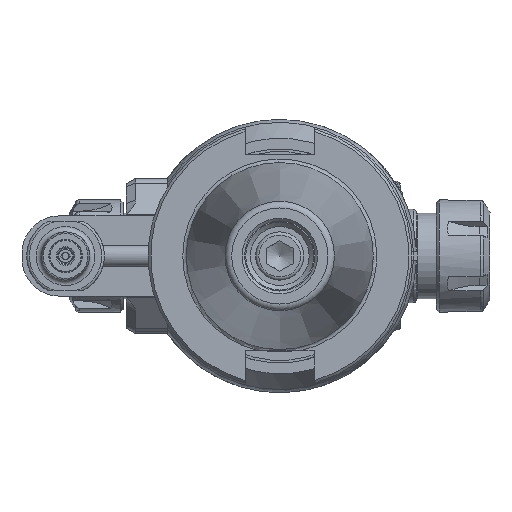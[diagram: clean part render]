
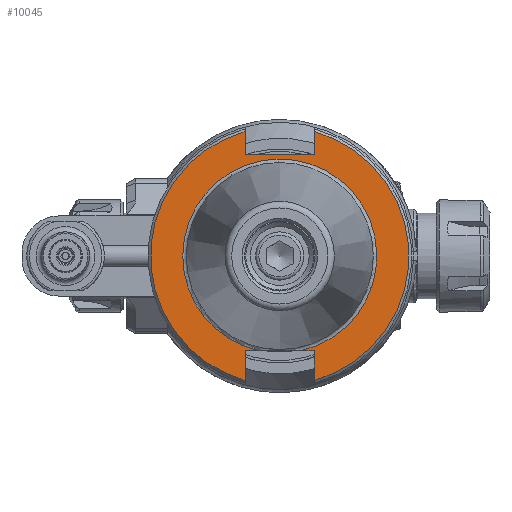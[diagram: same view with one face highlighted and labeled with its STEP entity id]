
A CAD part, left-side view. The second image highlights one B-rep face of the part: STEP entity #10045.
In plain terms, the highlighted planar face has unit normal (-1, 0, 0).
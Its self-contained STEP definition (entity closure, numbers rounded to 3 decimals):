
#1230=CIRCLE('',#11164,48.225);
#1231=CIRCLE('',#11165,48.225);
#1232=CIRCLE('',#11166,36.225);
#1233=CIRCLE('',#11167,36.225);
#1795=FACE_OUTER_BOUND('',#2435,.T.);
#2435=EDGE_LOOP('',(#8834,#8835,#8836,#8837,#8838,#8839,#8840,#8841,#8842,
#8843,#8844));
#3024=LINE('',#59203,#3636);
#3027=LINE('',#59221,#3639);
#3039=LINE('',#59266,#3651);
#3040=LINE('',#59271,#3652);
#3041=LINE('',#59274,#3653);
#3042=LINE('',#59278,#3654);
#3043=LINE('',#59280,#3655);
#3636=VECTOR('',#13731,8.734);
#3639=VECTOR('',#13746,11.147);
#3651=VECTOR('',#13792,25.908);
#3652=VECTOR('',#13797,4.846);
#3653=VECTOR('',#13800,8.734);
#3654=VECTOR('',#13803,11.147);
#3655=VECTOR('',#13804,4.846);
#4602=VERTEX_POINT('',#59200);
#4603=VERTEX_POINT('',#59202);
#4608=VERTEX_POINT('',#59218);
#4609=VERTEX_POINT('',#59220);
#4622=VERTEX_POINT('',#59264);
#4624=VERTEX_POINT('',#59270);
#4625=VERTEX_POINT('',#59273);
#4626=VERTEX_POINT('',#59275);
#4627=VERTEX_POINT('',#59277);
#4628=VERTEX_POINT('',#59279);
#4629=VERTEX_POINT('',#59281);
#6026=EDGE_CURVE('',#4602,#4603,#3024,.T.);
#6034=EDGE_CURVE('',#4608,#4609,#3027,.T.);
#6056=EDGE_CURVE('',#4602,#4622,#3039,.T.);
#6058=EDGE_CURVE('',#4624,#4609,#3040,.T.);
#6059=EDGE_CURVE('',#4608,#4603,#1230,.T.);
#6060=EDGE_CURVE('',#4625,#4622,#3041,.T.);
#6061=EDGE_CURVE('',#4625,#4626,#1231,.T.);
#6062=EDGE_CURVE('',#4627,#4626,#3042,.T.);
#6063=EDGE_CURVE('',#4627,#4628,#3043,.T.);
#6064=EDGE_CURVE('',#4628,#4629,#1232,.T.);
#6065=EDGE_CURVE('',#4629,#4624,#1233,.T.);
#8834=ORIENTED_EDGE('',*,*,#6058,.T.);
#8835=ORIENTED_EDGE('',*,*,#6034,.F.);
#8836=ORIENTED_EDGE('',*,*,#6059,.T.);
#8837=ORIENTED_EDGE('',*,*,#6026,.F.);
#8838=ORIENTED_EDGE('',*,*,#6056,.T.);
#8839=ORIENTED_EDGE('',*,*,#6060,.F.);
#8840=ORIENTED_EDGE('',*,*,#6061,.T.);
#8841=ORIENTED_EDGE('',*,*,#6062,.F.);
#8842=ORIENTED_EDGE('',*,*,#6063,.T.);
#8843=ORIENTED_EDGE('',*,*,#6064,.T.);
#8844=ORIENTED_EDGE('',*,*,#6065,.T.);
#9516=PLANE('',#11163);
#10045=ADVANCED_FACE('',(#1795),#9516,.F.);
#11163=AXIS2_PLACEMENT_3D('',#59269,#13795,#13796);
#11164=AXIS2_PLACEMENT_3D('',#59272,#13798,#13799);
#11165=AXIS2_PLACEMENT_3D('',#59276,#13801,#13802);
#11166=AXIS2_PLACEMENT_3D('',#59282,#13805,#13806);
#11167=AXIS2_PLACEMENT_3D('',#59283,#13807,#13808);
#13731=DIRECTION('',(0.,0.,1.));
#13746=DIRECTION('',(0.,0.,1.));
#13792=DIRECTION('',(0.,1.,0.));
#13795=DIRECTION('center_axis',(1.,0.,0.));
#13796=DIRECTION('ref_axis',(0.,-1.,0.));
#13797=DIRECTION('',(0.,-1.,0.));
#13798=DIRECTION('center_axis',(-1.,0.,0.));
#13799=DIRECTION('ref_axis',(0.,-0.269,-0.963));
#13800=DIRECTION('',(0.,0.,-1.));
#13801=DIRECTION('center_axis',(-1.,0.,0.));
#13802=DIRECTION('ref_axis',(0.,0.269,0.963));
#13803=DIRECTION('',(0.,0.,-1.));
#13804=DIRECTION('',(0.,-1.,0.));
#13805=DIRECTION('center_axis',(1.,0.,0.));
#13806=DIRECTION('ref_axis',(0.,-1.,0.));
#13807=DIRECTION('center_axis',(1.,0.,0.));
#13808=DIRECTION('ref_axis',(0.,-1.,0.));
#59200=CARTESIAN_POINT('',(-82.825,-12.954,37.719));
#59202=CARTESIAN_POINT('',(-82.825,-12.954,46.453));
#59203=CARTESIAN_POINT('',(-82.825,-12.954,37.719));
#59218=CARTESIAN_POINT('',(-82.825,-12.954,-46.453));
#59220=CARTESIAN_POINT('',(-82.825,-12.954,-35.306));
#59221=CARTESIAN_POINT('',(-82.825,-12.954,-46.453));
#59264=CARTESIAN_POINT('',(-82.825,12.954,37.719));
#59266=CARTESIAN_POINT('',(-82.825,-12.954,37.719));
#59269=CARTESIAN_POINT('Origin',(-82.825,-42.625,0.));
#59270=CARTESIAN_POINT('',(-82.825,-8.108,-35.306));
#59271=CARTESIAN_POINT('',(-82.825,-8.108,-35.306));
#59272=CARTESIAN_POINT('Origin',(-82.825,0.,0.));
#59273=CARTESIAN_POINT('',(-82.825,12.954,46.453));
#59274=CARTESIAN_POINT('',(-82.825,12.954,46.453));
#59275=CARTESIAN_POINT('',(-82.825,12.954,-46.453));
#59276=CARTESIAN_POINT('Origin',(-82.825,0.,0.));
#59277=CARTESIAN_POINT('',(-82.825,12.954,-35.306));
#59278=CARTESIAN_POINT('',(-82.825,12.954,-35.306));
#59279=CARTESIAN_POINT('',(-82.825,8.108,-35.306));
#59280=CARTESIAN_POINT('',(-82.825,12.954,-35.306));
#59281=CARTESIAN_POINT('',(-82.825,36.225,0.));
#59282=CARTESIAN_POINT('Origin',(-82.825,0.,0.));
#59283=CARTESIAN_POINT('Origin',(-82.825,0.,0.));
